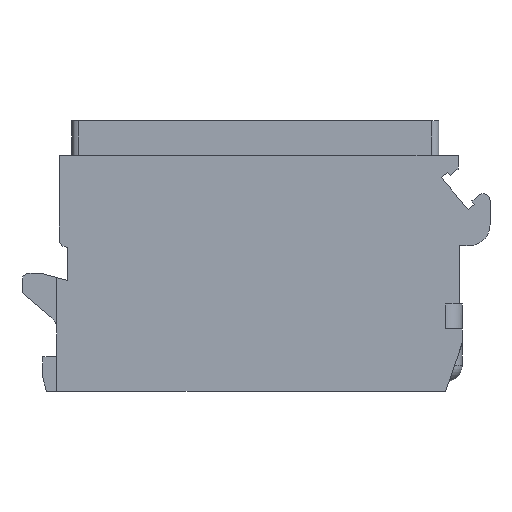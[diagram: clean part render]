
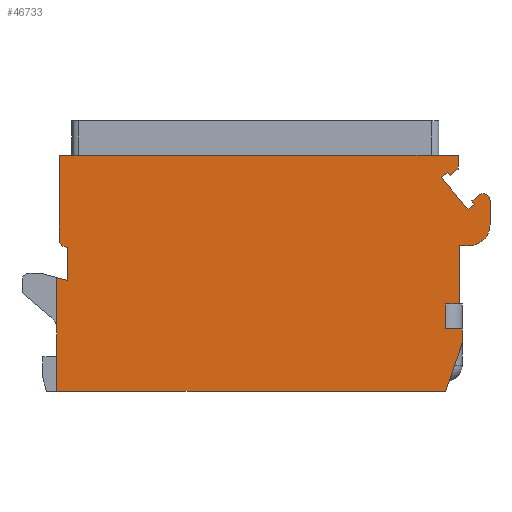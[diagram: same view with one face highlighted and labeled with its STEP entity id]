
A CAD part, front view. The second image highlights one B-rep face of the part: STEP entity #46733.
In plain terms, the highlighted planar face has unit normal (0, -1, 0).
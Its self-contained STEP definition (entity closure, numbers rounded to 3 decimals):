
#111=DIRECTION('',(0.,0.,-1.));
#112=VECTOR('',#111,8.205);
#113=CARTESIAN_POINT('',(-14.3,-7.,8.205));
#114=LINE('',#113,#112);
#295=CARTESIAN_POINT('',(16.4,-7.,13.74));
#296=DIRECTION('',(0.,-1.,0.));
#297=DIRECTION('',(1.,0.,0.));
#298=AXIS2_PLACEMENT_3D('',#295,#296,#297);
#420=DIRECTION('',(-0.966,0.,0.259));
#421=VECTOR('',#420,0.828);
#422=CARTESIAN_POINT('',(-13.5,-7.,7.991));
#423=LINE('',#422,#421);
#424=DIRECTION('',(0.,0.,-1.));
#425=VECTOR('',#424,2.409);
#426=CARTESIAN_POINT('',(-13.5,-7.,10.4));
#427=LINE('',#426,#425);
#428=DIRECTION('',(1.,0.,0.));
#429=VECTOR('',#428,0.1);
#430=CARTESIAN_POINT('',(-13.6,-7.,10.4));
#431=LINE('',#430,#429);
#432=CARTESIAN_POINT('',(-13.6,-7.,10.9));
#433=DIRECTION('',(0.,-1.,0.));
#434=DIRECTION('',(-1.,0.,0.));
#435=AXIS2_PLACEMENT_3D('',#432,#433,#434);
#437=DIRECTION('',(0.,0.,-1.));
#438=VECTOR('',#437,6.1);
#439=CARTESIAN_POINT('',(-14.1,-7.,17.));
#440=LINE('',#439,#438);
#441=DIRECTION('',(-1.,0.,0.));
#442=VECTOR('',#441,28.7);
#443=CARTESIAN_POINT('',(14.6,-7.,17.));
#444=LINE('',#443,#442);
#445=DIRECTION('',(0.,0.,-1.));
#446=VECTOR('',#445,0.985);
#447=CARTESIAN_POINT('',(14.6,-7.,17.));
#448=LINE('',#447,#446);
#449=DIRECTION('',(-0.766,0.,-0.643));
#450=VECTOR('',#449,0.715);
#451=CARTESIAN_POINT('',(14.6,-7.,16.015));
#452=LINE('',#451,#450);
#453=DIRECTION('',(-0.643,0.,0.766));
#454=VECTOR('',#453,0.3);
#455=CARTESIAN_POINT('',(14.052,-7.,15.556));
#456=LINE('',#455,#454);
#457=DIRECTION('',(-0.766,0.,-0.643));
#458=VECTOR('',#457,0.6);
#459=CARTESIAN_POINT('',(13.86,-7.,15.786));
#460=LINE('',#459,#458);
#461=DIRECTION('',(0.643,0.,-0.766));
#462=VECTOR('',#461,3.);
#463=CARTESIAN_POINT('',(13.4,-7.,15.4));
#464=LINE('',#463,#462);
#465=DIRECTION('',(0.766,0.,0.643));
#466=VECTOR('',#465,0.6);
#467=CARTESIAN_POINT('',(15.328,-7.,13.102));
#468=LINE('',#467,#466);
#469=DIRECTION('',(-0.643,0.,0.766));
#470=VECTOR('',#469,0.3);
#471=CARTESIAN_POINT('',(15.788,-7.,13.488));
#472=LINE('',#471,#470);
#473=DIRECTION('',(0.766,0.,0.643));
#474=VECTOR('',#473,0.631);
#475=CARTESIAN_POINT('',(15.595,-7.,13.717));
#476=LINE('',#475,#474);
#477=DIRECTION('',(0.,0.,1.));
#478=VECTOR('',#477,1.74);
#479=CARTESIAN_POINT('',(16.9,-7.,12.));
#480=LINE('',#479,#478);
#481=CARTESIAN_POINT('',(15.4,-7.,12.));
#482=DIRECTION('',(0.,-1.,0.));
#483=DIRECTION('',(0.,0.,-1.));
#484=AXIS2_PLACEMENT_3D('',#481,#482,#483);
#486=DIRECTION('',(1.,0.,0.));
#487=VECTOR('',#486,0.7);
#488=CARTESIAN_POINT('',(14.7,-7.,10.5));
#489=LINE('',#488,#487);
#490=DIRECTION('',(0.,0.,1.));
#491=VECTOR('',#490,4.2);
#492=CARTESIAN_POINT('',(14.7,-7.,6.3));
#493=LINE('',#492,#491);
#494=DIRECTION('',(1.,0.,0.));
#495=VECTOR('',#494,1.);
#496=CARTESIAN_POINT('',(13.7,-7.,6.3));
#497=LINE('',#496,#495);
#498=DIRECTION('',(0.,0.,1.));
#499=VECTOR('',#498,1.8);
#500=CARTESIAN_POINT('',(13.7,-7.,4.5));
#501=LINE('',#500,#499);
#502=DIRECTION('',(-1.,0.,0.));
#503=VECTOR('',#502,1.2);
#504=CARTESIAN_POINT('',(14.9,-7.,4.5));
#505=LINE('',#504,#503);
#506=DIRECTION('',(0.,0.,1.));
#507=VECTOR('',#506,1.);
#508=CARTESIAN_POINT('',(14.9,-7.,3.5));
#509=LINE('',#508,#507);
#510=DIRECTION('',(0.324,0.,0.946));
#511=VECTOR('',#510,3.7);
#512=CARTESIAN_POINT('',(13.7,-7.,0.));
#513=LINE('',#512,#511);
#514=DIRECTION('',(1.,0.,0.));
#515=VECTOR('',#514,28.);
#516=CARTESIAN_POINT('',(-14.3,-7.,0.));
#517=LINE('',#516,#515);
#36170=CARTESIAN_POINT('',(13.7,-7.,0.));
#36171=CARTESIAN_POINT('',(14.9,-7.,3.5));
#36172=VERTEX_POINT('',#36170);
#36173=VERTEX_POINT('',#36171);
#36174=CARTESIAN_POINT('',(14.9,-7.,4.5));
#36175=VERTEX_POINT('',#36174);
#36176=CARTESIAN_POINT('',(13.7,-7.,4.5));
#36177=VERTEX_POINT('',#36176);
#36178=CARTESIAN_POINT('',(13.7,-7.,6.3));
#36179=VERTEX_POINT('',#36178);
#36180=CARTESIAN_POINT('',(14.7,-7.,6.3));
#36181=VERTEX_POINT('',#36180);
#36182=CARTESIAN_POINT('',(14.7,-7.,10.5));
#36183=VERTEX_POINT('',#36182);
#36184=CARTESIAN_POINT('',(15.4,-7.,10.5));
#36185=VERTEX_POINT('',#36184);
#36188=CARTESIAN_POINT('',(16.9,-7.,12.));
#36189=VERTEX_POINT('',#36188);
#36200=CARTESIAN_POINT('',(-14.1,-7.,17.));
#36201=CARTESIAN_POINT('',(-14.1,-7.,10.9));
#36202=VERTEX_POINT('',#36200);
#36203=VERTEX_POINT('',#36201);
#36204=CARTESIAN_POINT('',(-13.6,-7.,10.4));
#36205=VERTEX_POINT('',#36204);
#36206=CARTESIAN_POINT('',(-13.5,-7.,10.4));
#36207=VERTEX_POINT('',#36206);
#36208=CARTESIAN_POINT('',(-13.5,-7.,7.991));
#36209=VERTEX_POINT('',#36208);
#36226=CARTESIAN_POINT('',(14.6,-7.,17.));
#36227=CARTESIAN_POINT('',(14.6,-7.,16.015));
#36228=VERTEX_POINT('',#36226);
#36229=VERTEX_POINT('',#36227);
#36230=CARTESIAN_POINT('',(14.052,-7.,15.556));
#36231=VERTEX_POINT('',#36230);
#36232=CARTESIAN_POINT('',(13.86,-7.,15.786));
#36233=VERTEX_POINT('',#36232);
#36234=CARTESIAN_POINT('',(13.4,-7.,15.4));
#36235=VERTEX_POINT('',#36234);
#36236=CARTESIAN_POINT('',(15.328,-7.,13.102));
#36237=VERTEX_POINT('',#36236);
#36238=CARTESIAN_POINT('',(15.788,-7.,13.488));
#36239=VERTEX_POINT('',#36238);
#36240=CARTESIAN_POINT('',(15.595,-7.,13.717));
#36241=VERTEX_POINT('',#36240);
#36243=CARTESIAN_POINT('',(16.9,-7.,13.74));
#36245=VERTEX_POINT('',#36243);
#36246=CARTESIAN_POINT('',(16.079,-7.,14.123));
#36247=VERTEX_POINT('',#36246);
#36250=CARTESIAN_POINT('',(-14.3,-7.,0.));
#36252=VERTEX_POINT('',#36250);
#36262=CARTESIAN_POINT('',(-14.3,-7.,8.205));
#36264=VERTEX_POINT('',#36262);
#46698=CARTESIAN_POINT('',(0.,-7.,0.));
#46699=DIRECTION('',(0.,-1.,0.));
#46700=DIRECTION('',(1.,0.,0.));
#46701=AXIS2_PLACEMENT_3D('',#46698,#46699,#46700);
#46702=PLANE('',#46701);
#46703=ORIENTED_EDGE('',*,*,#46173,.F.);
#46704=ORIENTED_EDGE('',*,*,#46204,.F.);
#46705=ORIENTED_EDGE('',*,*,#46321,.F.);
#46706=ORIENTED_EDGE('',*,*,#46335,.F.);
#46707=ORIENTED_EDGE('',*,*,#46349,.F.);
#46708=ORIENTED_EDGE('',*,*,#46363,.F.);
#46709=ORIENTED_EDGE('',*,*,#46376,.F.);
#46710=ORIENTED_EDGE('',*,*,#46409,.T.);
#46711=ORIENTED_EDGE('',*,*,#46423,.T.);
#46712=ORIENTED_EDGE('',*,*,#46437,.T.);
#46713=ORIENTED_EDGE('',*,*,#46451,.T.);
#46714=ORIENTED_EDGE('',*,*,#46465,.T.);
#46715=ORIENTED_EDGE('',*,*,#46479,.T.);
#46716=ORIENTED_EDGE('',*,*,#46493,.T.);
#46717=ORIENTED_EDGE('',*,*,#46506,.T.);
#46718=ORIENTED_EDGE('',*,*,#46520,.F.);
#46719=ORIENTED_EDGE('',*,*,#46536,.F.);
#46720=ORIENTED_EDGE('',*,*,#46549,.F.);
#46721=ORIENTED_EDGE('',*,*,#46563,.F.);
#46722=ORIENTED_EDGE('',*,*,#46580,.F.);
#46724=ORIENTED_EDGE('',*,*,#46723,.F.);
#46726=ORIENTED_EDGE('',*,*,#46725,.F.);
#46727=ORIENTED_EDGE('',*,*,#46630,.F.);
#46728=ORIENTED_EDGE('',*,*,#46646,.F.);
#46729=ORIENTED_EDGE('',*,*,#46665,.F.);
#46730=ORIENTED_EDGE('',*,*,#46684,.F.);
#46731=EDGE_LOOP('',(#46703,#46704,#46705,#46706,#46707,#46708,#46709,#46710,
#46711,#46712,#46713,#46714,#46715,#46716,#46717,#46718,#46719,#46720,#46721,
#46722,#46724,#46726,#46727,#46728,#46729,#46730));
#46732=FACE_OUTER_BOUND('',#46731,.F.);
#46733=ADVANCED_FACE('',(#46732),#46702,.T.);
#299=CIRCLE('',#298,0.5);
#436=CIRCLE('',#435,0.5);
#485=CIRCLE('',#484,1.5);
#46173=EDGE_CURVE('',#36264,#36252,#114,.T.);
#46204=EDGE_CURVE('',#36209,#36264,#423,.T.);
#46321=EDGE_CURVE('',#36207,#36209,#427,.T.);
#46335=EDGE_CURVE('',#36205,#36207,#431,.T.);
#46349=EDGE_CURVE('',#36203,#36205,#436,.T.);
#46363=EDGE_CURVE('',#36202,#36203,#440,.T.);
#46376=EDGE_CURVE('',#36228,#36202,#444,.T.);
#46409=EDGE_CURVE('',#36228,#36229,#448,.T.);
#46423=EDGE_CURVE('',#36229,#36231,#452,.T.);
#46437=EDGE_CURVE('',#36231,#36233,#456,.T.);
#46451=EDGE_CURVE('',#36233,#36235,#460,.T.);
#46465=EDGE_CURVE('',#36235,#36237,#464,.T.);
#46479=EDGE_CURVE('',#36237,#36239,#468,.T.);
#46493=EDGE_CURVE('',#36239,#36241,#472,.T.);
#46506=EDGE_CURVE('',#36241,#36247,#476,.T.);
#46520=EDGE_CURVE('',#36245,#36247,#299,.T.);
#46536=EDGE_CURVE('',#36189,#36245,#480,.T.);
#46549=EDGE_CURVE('',#36185,#36189,#485,.T.);
#46563=EDGE_CURVE('',#36183,#36185,#489,.T.);
#46580=EDGE_CURVE('',#36181,#36183,#493,.T.);
#46630=EDGE_CURVE('',#36175,#36177,#505,.T.);
#46646=EDGE_CURVE('',#36173,#36175,#509,.T.);
#46665=EDGE_CURVE('',#36172,#36173,#513,.T.);
#46684=EDGE_CURVE('',#36252,#36172,#517,.T.);
#46723=EDGE_CURVE('',#36179,#36181,#497,.T.);
#46725=EDGE_CURVE('',#36177,#36179,#501,.T.);
